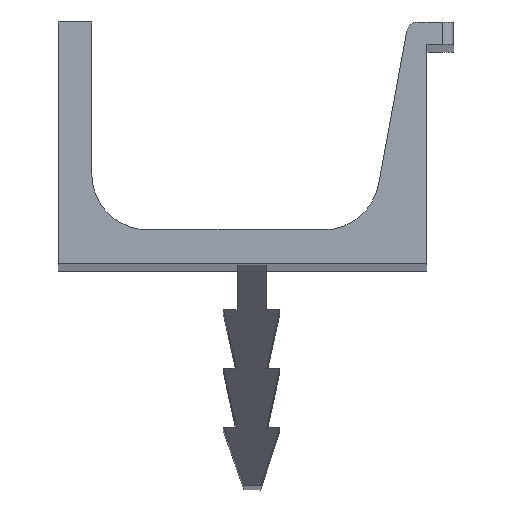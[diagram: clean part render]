
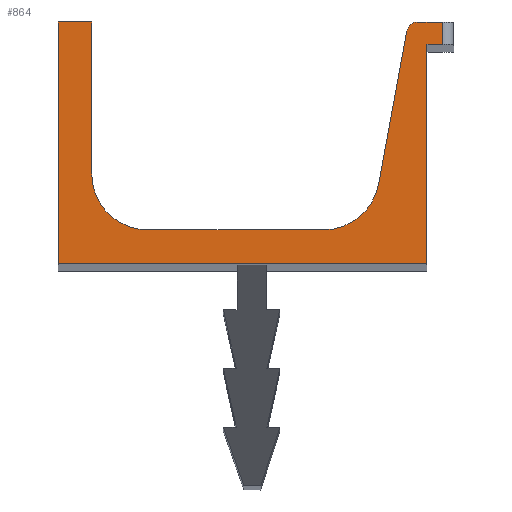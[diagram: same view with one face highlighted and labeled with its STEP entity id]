
A CAD part, top view. The second image highlights one B-rep face of the part: STEP entity #864.
In plain terms, the highlighted planar face has unit normal (0, 0, 1).
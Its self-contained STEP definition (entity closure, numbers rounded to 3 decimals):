
#20=CIRCLE('',#943,0.5);
#21=CIRCLE('',#944,2.5);
#22=CIRCLE('',#945,2.5);
#34=PLANE('',#942);
#73=FACE_OUTER_BOUND('',#115,.T.);
#115=EDGE_LOOP('',(#663,#664,#665,#666,#667,#668,#669,#670,#671,#672,#673,
#674,#675));
#181=LINE('',#1315,#288);
#182=LINE('',#1320,#289);
#183=LINE('',#1325,#290);
#184=LINE('',#1329,#291);
#185=LINE('',#1333,#292);
#186=LINE('',#1335,#293);
#187=LINE('',#1337,#294);
#188=LINE('',#1339,#295);
#189=LINE('',#1341,#296);
#190=LINE('',#1342,#297);
#288=VECTOR('',#1065,10.);
#289=VECTOR('',#1072,10.);
#290=VECTOR('',#1077,10.);
#291=VECTOR('',#1080,10.);
#292=VECTOR('',#1083,10.);
#293=VECTOR('',#1084,10.);
#294=VECTOR('',#1085,10.);
#295=VECTOR('',#1086,10.);
#296=VECTOR('',#1087,10.);
#297=VECTOR('',#1088,10.);
#409=VERTEX_POINT('',#1312);
#410=VERTEX_POINT('',#1314);
#411=VERTEX_POINT('',#1318);
#412=VERTEX_POINT('',#1322);
#413=VERTEX_POINT('',#1324);
#414=VERTEX_POINT('',#1326);
#415=VERTEX_POINT('',#1328);
#416=VERTEX_POINT('',#1330);
#417=VERTEX_POINT('',#1332);
#418=VERTEX_POINT('',#1334);
#419=VERTEX_POINT('',#1336);
#420=VERTEX_POINT('',#1338);
#421=VERTEX_POINT('',#1340);
#507=EDGE_CURVE('',#409,#410,#181,.T.);
#510=EDGE_CURVE('',#410,#411,#182,.T.);
#511=EDGE_CURVE('',#412,#409,#20,.T.);
#512=EDGE_CURVE('',#413,#412,#183,.T.);
#513=EDGE_CURVE('',#414,#413,#21,.T.);
#514=EDGE_CURVE('',#415,#414,#184,.T.);
#515=EDGE_CURVE('',#416,#415,#22,.T.);
#516=EDGE_CURVE('',#417,#416,#185,.T.);
#517=EDGE_CURVE('',#418,#417,#186,.T.);
#518=EDGE_CURVE('',#419,#418,#187,.T.);
#519=EDGE_CURVE('',#420,#419,#188,.T.);
#520=EDGE_CURVE('',#421,#420,#189,.T.);
#521=EDGE_CURVE('',#411,#421,#190,.T.);
#663=ORIENTED_EDGE('',*,*,#510,.F.);
#664=ORIENTED_EDGE('',*,*,#507,.F.);
#665=ORIENTED_EDGE('',*,*,#511,.F.);
#666=ORIENTED_EDGE('',*,*,#512,.F.);
#667=ORIENTED_EDGE('',*,*,#513,.F.);
#668=ORIENTED_EDGE('',*,*,#514,.F.);
#669=ORIENTED_EDGE('',*,*,#515,.F.);
#670=ORIENTED_EDGE('',*,*,#516,.F.);
#671=ORIENTED_EDGE('',*,*,#517,.F.);
#672=ORIENTED_EDGE('',*,*,#518,.F.);
#673=ORIENTED_EDGE('',*,*,#519,.F.);
#674=ORIENTED_EDGE('',*,*,#520,.F.);
#675=ORIENTED_EDGE('',*,*,#521,.F.);
#864=ADVANCED_FACE('',(#73),#34,.T.);
#942=AXIS2_PLACEMENT_3D('',#1321,#1073,#1074);
#943=AXIS2_PLACEMENT_3D('',#1323,#1075,#1076);
#944=AXIS2_PLACEMENT_3D('',#1327,#1078,#1079);
#945=AXIS2_PLACEMENT_3D('',#1331,#1081,#1082);
#1065=DIRECTION('',(1.,0.,0.));
#1072=DIRECTION('',(0.,-1.,0.));
#1073=DIRECTION('center_axis',(0.,0.,1.));
#1074=DIRECTION('ref_axis',(1.,0.,0.));
#1075=DIRECTION('center_axis',(0.,0.,-1.));
#1076=DIRECTION('ref_axis',(0.,1.,0.));
#1077=DIRECTION('',(0.181,0.983,0.));
#1078=DIRECTION('center_axis',(0.,0.,
1.));
#1079=DIRECTION('ref_axis',(0.983,-0.181,0.));
#1080=DIRECTION('',(1.,0.,0.));
#1081=DIRECTION('center_axis',(0.,0.,
1.));
#1082=DIRECTION('ref_axis',(0.,-1.,0.));
#1083=DIRECTION('',(0.,-1.,0.));
#1084=DIRECTION('',(1.,0.,0.));
#1085=DIRECTION('',(0.,1.,0.));
#1086=DIRECTION('',(-1.,0.,0.));
#1087=DIRECTION('',(0.,-1.,0.));
#1088=DIRECTION('',(-1.,0.,0.));
#1312=CARTESIAN_POINT('',(16.084,14.388,98.5));
#1314=CARTESIAN_POINT('',(17.2,14.388,98.5));
#1315=CARTESIAN_POINT('',(16.084,14.388,98.5));
#1318=CARTESIAN_POINT('',(17.2,13.388,98.5));
#1320=CARTESIAN_POINT('',(17.2,14.388,98.5));
#1321=CARTESIAN_POINT('Origin',(8.6,3.588,98.5));
#1322=CARTESIAN_POINT('',(15.593,13.984,98.5));
#1323=CARTESIAN_POINT('Origin',(16.084,13.888,98.5));
#1324=CARTESIAN_POINT('',(14.333,7.136,98.5));
#1325=CARTESIAN_POINT('',(14.333,7.136,98.5));
#1326=CARTESIAN_POINT('',(11.874,5.088,98.5));
#1327=CARTESIAN_POINT('Origin',(11.874,7.588,98.5));
#1328=CARTESIAN_POINT('',(4.,5.088,98.5));
#1329=CARTESIAN_POINT('',(4.,5.088,98.5));
#1330=CARTESIAN_POINT('',(1.5,7.588,98.5));
#1331=CARTESIAN_POINT('Origin',(4.,7.588,98.5));
#1332=CARTESIAN_POINT('',(1.5,14.388,98.5));
#1333=CARTESIAN_POINT('',(1.5,14.388,98.5));
#1334=CARTESIAN_POINT('',(0.,14.388,98.5));
#1335=CARTESIAN_POINT('',(0.,14.388,98.5));
#1336=CARTESIAN_POINT('',(0.,3.588,98.5));
#1337=CARTESIAN_POINT('',(0.,3.588,98.5));
#1338=CARTESIAN_POINT('',(16.5,3.588,98.5));
#1339=CARTESIAN_POINT('',(16.5,3.588,98.5));
#1340=CARTESIAN_POINT('',(16.5,13.388,98.5));
#1341=CARTESIAN_POINT('',(16.5,13.388,98.5));
#1342=CARTESIAN_POINT('',(17.2,13.388,98.5));
